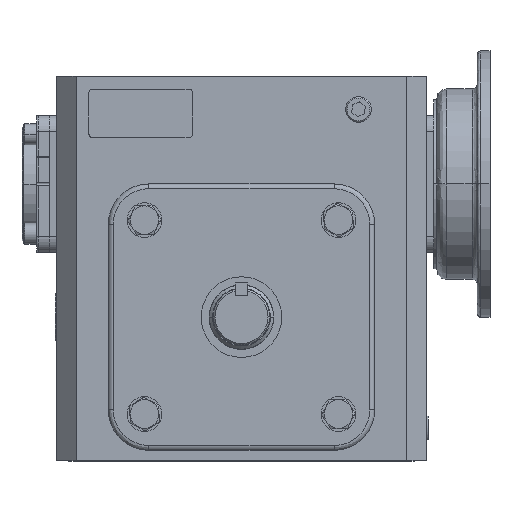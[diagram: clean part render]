
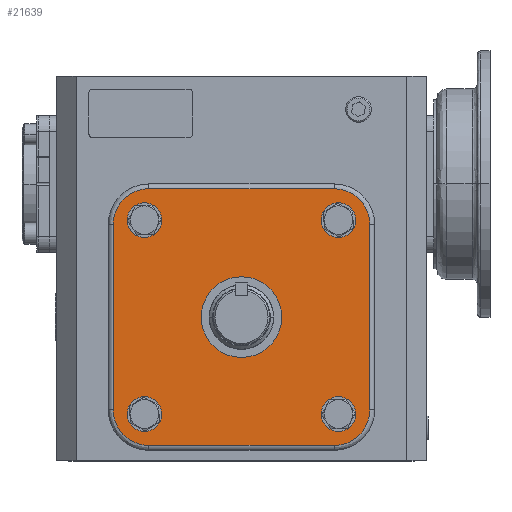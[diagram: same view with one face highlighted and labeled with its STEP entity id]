
A CAD part, top view. The second image highlights one B-rep face of the part: STEP entity #21639.
In plain terms, the highlighted planar face has unit normal (0, 0, 1).
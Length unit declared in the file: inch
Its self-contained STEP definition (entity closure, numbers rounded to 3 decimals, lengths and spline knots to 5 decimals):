
#830 = CIRCLE ( 'NONE', #29859, 0.98425 ) ;
#956 = VERTEX_POINT ( 'NONE', #23604 ) ;
#1200 = ORIENTED_EDGE ( 'NONE', *, *, #33140, .F. ) ;
#2947 = CARTESIAN_POINT ( 'NONE',  ( 2.26378, -3.12992, 3.52362 ) ) ;
#2979 = EDGE_CURVE ( 'NONE', #956, #32723, #830, .T. ) ;
#3584 = VECTOR ( 'NONE', #20984, 39.37008 ) ;
#3639 = DIRECTION ( 'NONE',  ( -1., 0., 0. ) ) ;
#4049 = ORIENTED_EDGE ( 'NONE', *, *, #35729, .F. ) ;
#4187 = CARTESIAN_POINT ( 'NONE',  ( 3.12992, 2.26378, 3.52362 ) ) ;
#5485 = EDGE_CURVE ( 'NONE', #32723, #956, #15676, .T. ) ;
#5766 = CARTESIAN_POINT ( 'NONE',  ( -2.26378, -3.12992, 3.52362 ) ) ;
#5810 = VERTEX_POINT ( 'NONE', #15249 ) ;
#6201 = ORIENTED_EDGE ( 'NONE', *, *, #26250, .F. ) ;
#8081 = CARTESIAN_POINT ( 'NONE',  ( -2.26378, 3.12992, 3.52362 ) ) ;
#8223 =( BOUNDED_CURVE ( )  B_SPLINE_CURVE ( 3, ( #33461, #30870, #14401, #2947 ),
 .UNSPECIFIED., .F., .F. ) 
 B_SPLINE_CURVE_WITH_KNOTS ( ( 4, 4 ),
 ( 0., 1. ),
 .UNSPECIFIED. ) 
 CURVE ( )  GEOMETRIC_REPRESENTATION_ITEM ( )  RATIONAL_B_SPLINE_CURVE ( ( 1., 0.805, 0.805, 1. ) ) 
 REPRESENTATION_ITEM ( '' )  );
#9817 = CARTESIAN_POINT ( 'NONE',  ( -3.12992, 2.77115, 3.52362 ) ) ;
#10423 = CARTESIAN_POINT ( 'NONE',  ( 3.12992, 2.77115, 3.52362 ) ) ;
#10961 = CARTESIAN_POINT ( 'NONE',  ( -3.12992, -2.26378, 3.52362 ) ) ;
#11158 = LINE ( 'NONE', #36643, #20575 ) ;
#11180 = EDGE_CURVE ( 'NONE', #11912, #23117, #21476, .T. ) ;
#11418 = VERTEX_POINT ( 'NONE', #8081 ) ;
#11912 = VERTEX_POINT ( 'NONE', #4187 ) ;
#12227 = CARTESIAN_POINT ( 'NONE',  ( 0., 0., 3.52362 ) ) ;
#12724 = EDGE_CURVE ( 'NONE', #13646, #11912, #16885, .T. ) ;
#13027 = VERTEX_POINT ( 'NONE', #34833 ) ;
#13165 = DIRECTION ( 'NONE',  ( -1., 0., 0. ) ) ;
#13553 = CARTESIAN_POINT ( 'NONE',  ( 2.77115, 3.12992, 3.52362 ) ) ;
#13646 = VERTEX_POINT ( 'NONE', #27487 ) ;
#14401 = CARTESIAN_POINT ( 'NONE',  ( 2.77115, -3.12992, 3.52362 ) ) ;
#14750 = EDGE_LOOP ( 'NONE', ( #15194, #32625 ) ) ;
#15194 = ORIENTED_EDGE ( 'NONE', *, *, #2979, .F. ) ;
#15249 = CARTESIAN_POINT ( 'NONE',  ( -3.12992, -2.26378, 3.52362 ) ) ;
#15570 = CARTESIAN_POINT ( 'NONE',  ( 3.12992, 4.92126, 3.52362 ) ) ;
#15676 = CIRCLE ( 'NONE', #19895, 0.98425 ) ;
#15748 = VERTEX_POINT ( 'NONE', #24111 ) ;
#15906 = PLANE ( 'NONE',  #27663 ) ;
#16254 = FACE_BOUND ( 'NONE', #14750, .T. ) ;
#16317 = CARTESIAN_POINT ( 'NONE',  ( -2.26378, -3.12992, 3.52362 ) ) ;
#16646 = DIRECTION ( 'NONE',  ( 0., 0., 1. ) ) ;
#16885 =( BOUNDED_CURVE ( )  B_SPLINE_CURVE ( 3, ( #24707, #13553, #10423, #36456 ),
 .UNSPECIFIED., .F., .F. ) 
 B_SPLINE_CURVE_WITH_KNOTS ( ( 4, 4 ),
 ( 0., 1. ),
 .UNSPECIFIED. ) 
 CURVE ( )  GEOMETRIC_REPRESENTATION_ITEM ( )  RATIONAL_B_SPLINE_CURVE ( ( 1., 0.805, 0.805, 1. ) ) 
 REPRESENTATION_ITEM ( '' )  );
#18338 = CARTESIAN_POINT ( 'NONE',  ( -2.26378, 3.12992, 3.52362 ) ) ;
#18509 = VECTOR ( 'NONE', #24440, 39.37008 ) ;
#18692 = EDGE_CURVE ( 'NONE', #15748, #19616, #11158, .T. ) ;
#19616 = VERTEX_POINT ( 'NONE', #5766 ) ;
#19895 = AXIS2_PLACEMENT_3D ( 'NONE', #24907, #16646, #36680 ) ;
#20189 = VECTOR ( 'NONE', #28377, 39.37008 ) ;
#20575 = VECTOR ( 'NONE', #28115, 39.37008 ) ;
#20954 = ORIENTED_EDGE ( 'NONE', *, *, #11180, .F. ) ;
#20984 = DIRECTION ( 'NONE',  ( 0., -1., 0. ) ) ;
#21476 = LINE ( 'NONE', #15570, #3584 ) ;
#21639 = ADVANCED_FACE ( 'NONE', ( #16254, #23897 ), #15906, .T. ) ;
#22853 = ORIENTED_EDGE ( 'NONE', *, *, #26692, .F. ) ;
#23117 = VERTEX_POINT ( 'NONE', #29942 ) ;
#23175 = ORIENTED_EDGE ( 'NONE', *, *, #18692, .F. ) ;
#23238 = EDGE_LOOP ( 'NONE', ( #34485, #22853, #23175, #1200, #20954, #24889, #6201, #4049 ) ) ;
#23604 = CARTESIAN_POINT ( 'NONE',  ( 0.98425, 0., 3.52362 ) ) ;
#23897 = FACE_OUTER_BOUND ( 'NONE', #23238, .T. ) ;
#24111 = CARTESIAN_POINT ( 'NONE',  ( 2.26378, -3.12992, 3.52362 ) ) ;
#24313 = CARTESIAN_POINT ( 'NONE',  ( -3.12992, 4.92126, 3.52362 ) ) ;
#24440 = DIRECTION ( 'NONE',  ( 0., 1., 0. ) ) ;
#24707 = CARTESIAN_POINT ( 'NONE',  ( 2.26378, 3.12992, 3.52362 ) ) ;
#24889 = ORIENTED_EDGE ( 'NONE', *, *, #12724, .F. ) ;
#24907 = CARTESIAN_POINT ( 'NONE',  ( 0., 0., 3.52362 ) ) ;
#25103 = CARTESIAN_POINT ( 'NONE',  ( -3.12992, -2.77115, 3.52362 ) ) ;
#26250 = EDGE_CURVE ( 'NONE', #11418, #13646, #29106, .T. ) ;
#26506 = DIRECTION ( 'NONE',  ( 0., 0., 1. ) ) ;
#26692 = EDGE_CURVE ( 'NONE', #19616, #5810, #36012, .T. ) ;
#27234 =( BOUNDED_CURVE ( )  B_SPLINE_CURVE ( 3, ( #29484, #9817, #32598, #18338 ),
 .UNSPECIFIED., .F., .F. ) 
 B_SPLINE_CURVE_WITH_KNOTS ( ( 4, 4 ),
 ( 0., 1. ),
 .UNSPECIFIED. ) 
 CURVE ( )  GEOMETRIC_REPRESENTATION_ITEM ( )  RATIONAL_B_SPLINE_CURVE ( ( 1., 0.805, 0.805, 1. ) ) 
 REPRESENTATION_ITEM ( '' )  );
#27487 = CARTESIAN_POINT ( 'NONE',  ( 2.26378, 3.12992, 3.52362 ) ) ;
#27663 = AXIS2_PLACEMENT_3D ( 'NONE', #30350, #35961, #13165 ) ;
#28115 = DIRECTION ( 'NONE',  ( -1., 0., 0. ) ) ;
#28377 = DIRECTION ( 'NONE',  ( 1., 0., 0. ) ) ;
#29106 = LINE ( 'NONE', #34038, #20189 ) ;
#29484 = CARTESIAN_POINT ( 'NONE',  ( -3.12992, 2.26378, 3.52362 ) ) ;
#29859 = AXIS2_PLACEMENT_3D ( 'NONE', #12227, #26506, #3639 ) ;
#29942 = CARTESIAN_POINT ( 'NONE',  ( 3.12992, -2.26378, 3.52362 ) ) ;
#30350 = CARTESIAN_POINT ( 'NONE',  ( 0., 0., 3.52362 ) ) ;
#30870 = CARTESIAN_POINT ( 'NONE',  ( 3.12992, -2.77115, 3.52362 ) ) ;
#32598 = CARTESIAN_POINT ( 'NONE',  ( -2.77115, 3.12992, 3.52362 ) ) ;
#32625 = ORIENTED_EDGE ( 'NONE', *, *, #5485, .F. ) ;
#32723 = VERTEX_POINT ( 'NONE', #32986 ) ;
#32986 = CARTESIAN_POINT ( 'NONE',  ( -0.98425, 0., 3.52362 ) ) ;
#33140 = EDGE_CURVE ( 'NONE', #23117, #15748, #8223, .T. ) ;
#33461 = CARTESIAN_POINT ( 'NONE',  ( 3.12992, -2.26378, 3.52362 ) ) ;
#34038 = CARTESIAN_POINT ( 'NONE',  ( 0., 3.12992, 3.52362 ) ) ;
#34485 = ORIENTED_EDGE ( 'NONE', *, *, #35896, .F. ) ;
#34833 = CARTESIAN_POINT ( 'NONE',  ( -3.12992, 2.26378, 3.52362 ) ) ;
#35533 = LINE ( 'NONE', #24313, #18509 ) ;
#35729 = EDGE_CURVE ( 'NONE', #13027, #11418, #27234, .T. ) ;
#35896 = EDGE_CURVE ( 'NONE', #5810, #13027, #35533, .T. ) ;
#35961 = DIRECTION ( 'NONE',  ( 0., 0., 1. ) ) ;
#36012 =( BOUNDED_CURVE ( )  B_SPLINE_CURVE ( 3, ( #16317, #36358, #25103, #10961 ),
 .UNSPECIFIED., .F., .F. ) 
 B_SPLINE_CURVE_WITH_KNOTS ( ( 4, 4 ),
 ( 0., 1. ),
 .UNSPECIFIED. ) 
 CURVE ( )  GEOMETRIC_REPRESENTATION_ITEM ( )  RATIONAL_B_SPLINE_CURVE ( ( 1., 0.805, 0.805, 1. ) ) 
 REPRESENTATION_ITEM ( '' )  );
#36358 = CARTESIAN_POINT ( 'NONE',  ( -2.77115, -3.12992, 3.52362 ) ) ;
#36456 = CARTESIAN_POINT ( 'NONE',  ( 3.12992, 2.26378, 3.52362 ) ) ;
#36643 = CARTESIAN_POINT ( 'NONE',  ( 0., -3.12992, 3.52362 ) ) ;
#36680 = DIRECTION ( 'NONE',  ( -1., 0., 0. ) ) ;
